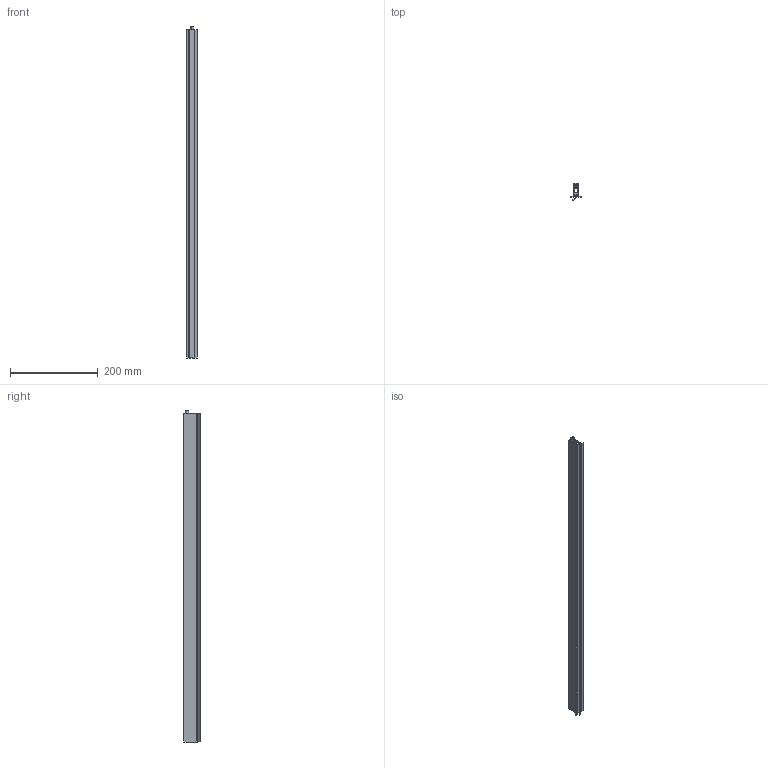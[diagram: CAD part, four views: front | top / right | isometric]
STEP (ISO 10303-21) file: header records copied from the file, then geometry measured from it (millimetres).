
FILE_DESCRIPTION (( 'STEP AP203' ), '1' );
FILE_NAME ('RF750Rechts.STEP', '2025-02-10T14:25:10', ( '' ), ( '' ), 'SwSTEP 2.0', 'SolidWorks 2023', '' );
FILE_SCHEMA (( 'CONFIG_CONTROL_DESIGN' ));
Length unit declared in the file: millimetre
Products named in the file (4): Aussengehäuse_RF_750; Innengeometrie_RF_710; Betätigungsteil_RF; RF750Rechts
Assembly tree (3 placements, depth 2):
  RF750Rechts
    Aussengehäuse_RF_750
    Innengeometrie_RF_710
    Betätigungsteil_RF
Bounding box: 25 x 38.36 x 758 mm (x, y, z)
Volume: 164962 mm3; surface area: 270313.4 mm2
Topology: 18 solids, 18 shells, 677 faces, 1915 edges, 1276 vertices
Faces by surface type: plane 324, bspline 306, cylinder 45, torus 2
Entity records: 36864 total; most frequent: CARTESIAN_POINT 20787, ORIENTED_EDGE 3830, DIRECTION 2153, EDGE_CURVE 1915, VERTEX_POINT 1276, VECTOR 1207, LINE 1207, EDGE_LOOP 759
